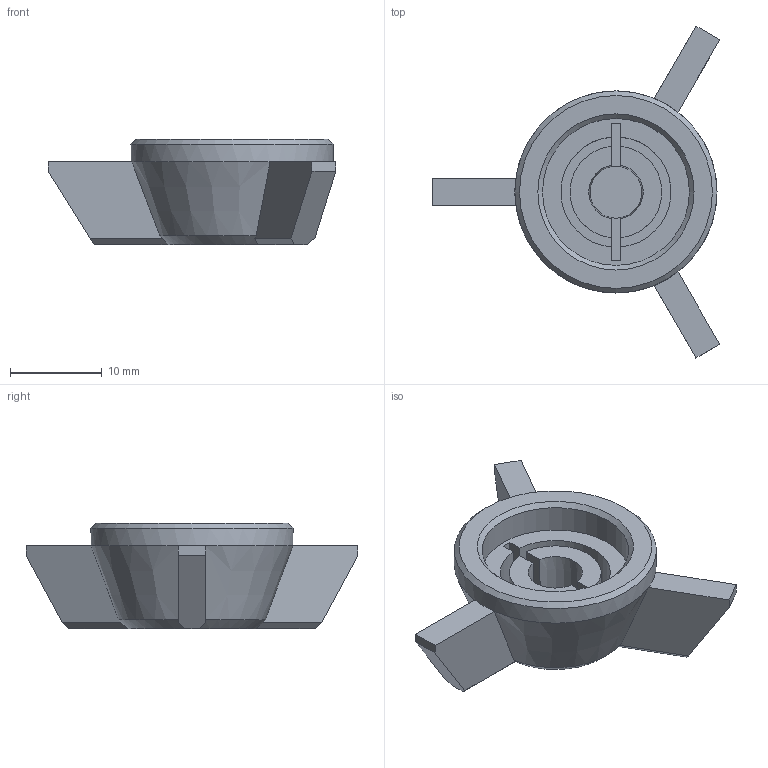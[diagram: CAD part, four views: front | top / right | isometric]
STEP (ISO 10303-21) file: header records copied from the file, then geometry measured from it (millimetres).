
FILE_DESCRIPTION(/* description */ (''),/* implementation_level */ '2;1');
FILE_NAME(/* name */ 'MINI-knob.stp',/* time_stamp */ '2020-01-22T16:21:29+01:00',/* author */ ('Robert Turinsky'),/* organization */ (''),/* preprocessor_version */ 'ST-DEVELOPER v17.2',/* originating_system */ 'Autodesk Inventor 2019',/* authorisation */ '');
FILE_SCHEMA (('AUTOMOTIVE_DESIGN { 1 0 10303 214 3 1 1 }'));
Length unit declared in the file: millimetre
Products named in the file (1): MINI-knob
Bounding box: 31.3 x 36.14 x 11.45 mm (x, y, z)
Volume: 2906.1 mm3; surface area: 2700.1 mm2
Topology: 1 solids, 1 shells, 55 faces, 142 edges, 91 vertices
Faces by surface type: plane 37, cone 12, cylinder 6
Full cylindrical faces by diameter (mm): 16 x1, 22 x1
Entity records: 1678 total; most frequent: CARTESIAN_POINT 341, ORIENTED_EDGE 284, DIRECTION 263, EDGE_CURVE 142, VERTEX_POINT 91, AXIS2_PLACEMENT_3D 91, LINE 81, VECTOR 81
